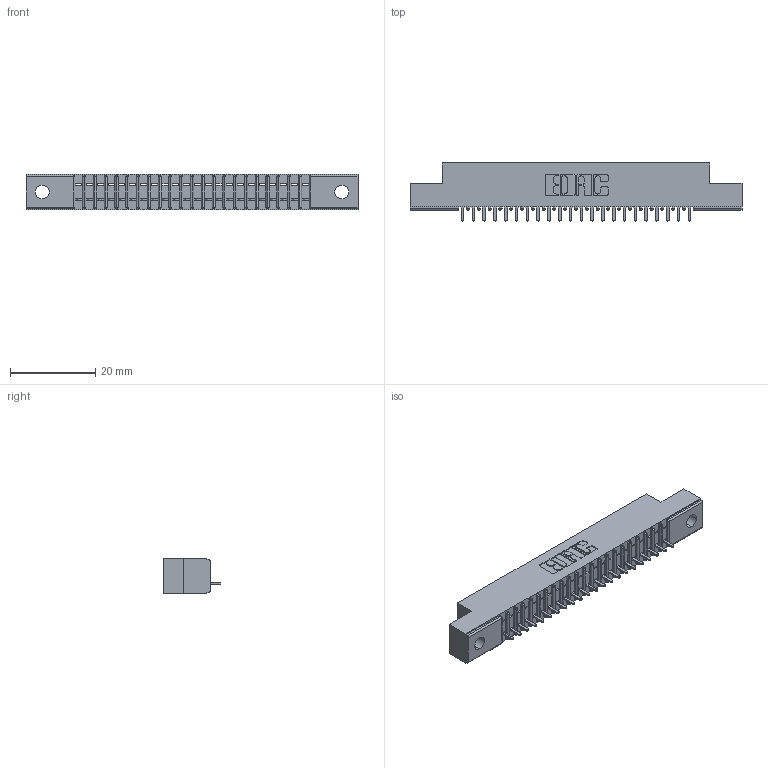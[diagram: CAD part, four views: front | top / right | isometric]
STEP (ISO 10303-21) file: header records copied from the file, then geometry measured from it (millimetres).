
FILE_DESCRIPTION (( 'STEP AP203' ), '1' );
FILE_NAME ('391-022-524-102.STEP', '2018-08-08T19:22:51', ( '' ), ( '' ), 'SwSTEP 2.0', 'SolidWorks 2016', '' );
FILE_SCHEMA (( 'CONFIG_CONTROL_DESIGN' ));
Length unit declared in the file: inch
Products named in the file (3): 341 Part_.128 (3.25) Dia Mounting Holes; 341-292-001_341-292-124; 391-022-524-102
Assembly tree (23 placements, depth 2):
  391-022-524-102
    341 Part_.128 (3.25) Dia Mounting Holes
    341-292-001_341-292-124  x22
Bounding box: 78.11 x 13.64 x 8.38 mm (x, y, z)
Volume: 4247 mm3; surface area: 7518.1 mm2
Topology: 23 solids, 23 shells, 1920 faces, 5530 edges, 3550 vertices
Faces by surface type: plane 1190, cylinder 642, sphere 46, torus 42
Entity records: 28587 total; most frequent: CARTESIAN_POINT 4848, ORIENTED_EDGE 4836, DIRECTION 4696, EDGE_CURVE 2418, LINE 1932, VECTOR 1932, VERTEX_POINT 1534, AXIS2_PLACEMENT_3D 1382
